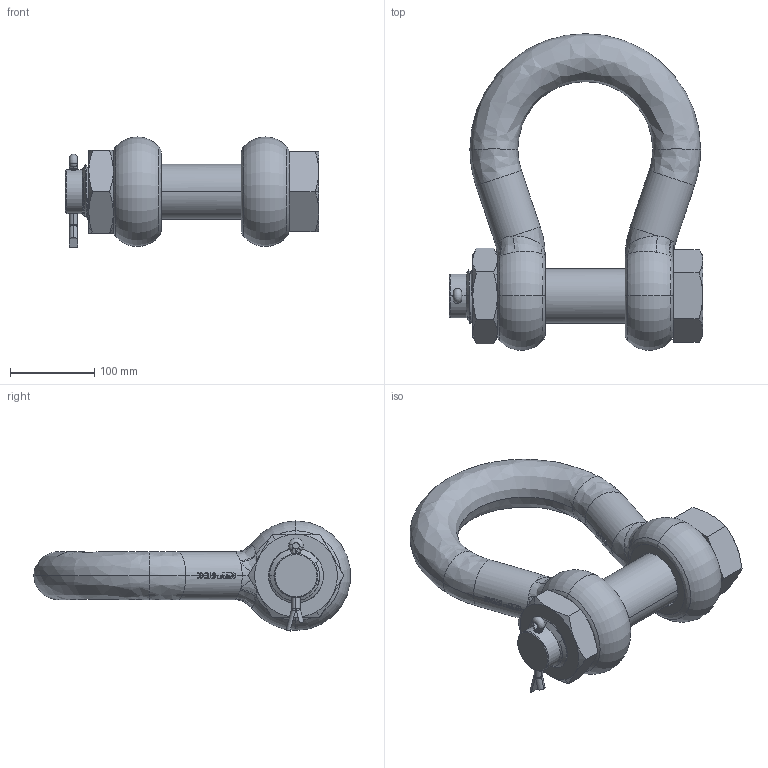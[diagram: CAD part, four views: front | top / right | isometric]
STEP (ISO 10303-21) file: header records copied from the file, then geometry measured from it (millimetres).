
FILE_DESCRIPTION(('STEP AP214'),'1');
FILE_NAME('gpghmb57.stp','2017-03-31T06:05:30',('TraceParts'),('TraceParts S.A.'),'Spatial InterOp 3D',' ',' ');
FILE_SCHEMA(('automotive_design'));
Length unit declared in the file: millimetre
Products named in the file (4): gpghmb57_1; gpghmb57_2; gpghmb57_3; gpghmb57_4
Bounding box: 301 x 376.03 x 130.74 mm (x, y, z)
Volume: 3640850.8 mm3; surface area: 313883.4 mm2
Topology: 4 solids, 4 shells, 797 faces, 2207 edges, 1433 vertices
Faces by surface type: plane 323, bspline 296, cylinder 137, cone 30, torus 11
Entity records: 39330 total; most frequent: CARTESIAN_POINT 22013, ORIENTED_EDGE 4398, DIRECTION 2383, EDGE_CURVE 2199, VERTEX_POINT 1433, LINE 1037, VECTOR 1037, EDGE_LOOP 828
